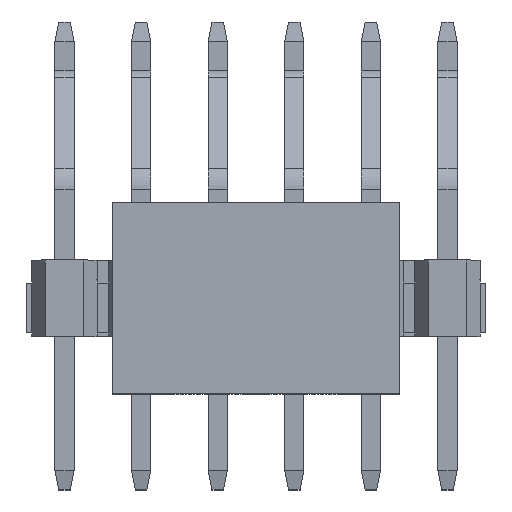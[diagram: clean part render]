
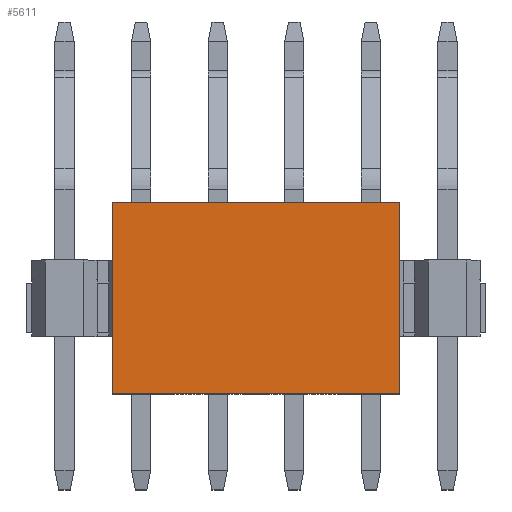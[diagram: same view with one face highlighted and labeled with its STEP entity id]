
A CAD part, top view. The second image highlights one B-rep face of the part: STEP entity #5611.
In plain terms, the highlighted planar face has unit normal (0, 0, 1).
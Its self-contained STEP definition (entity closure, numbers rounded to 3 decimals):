
#1572=ORIENTED_EDGE('',*,*,#2456,.T.);
#1573=ORIENTED_EDGE('',*,*,#2457,.F.);
#1574=ORIENTED_EDGE('',*,*,#2458,.F.);
#1575=ORIENTED_EDGE('',*,*,#2453,.T.);
#2453=EDGE_CURVE('',#2946,#2945,#3633,.T.);
#2456=EDGE_CURVE('',#2945,#2948,#3636,.T.);
#2457=EDGE_CURVE('',#2949,#2948,#3637,.T.);
#2458=EDGE_CURVE('',#2946,#2949,#3638,.T.);
#2945=VERTEX_POINT('',#9041);
#2946=VERTEX_POINT('',#9043);
#2948=VERTEX_POINT('',#9049);
#2949=VERTEX_POINT('',#9051);
#3633=LINE('',#9042,#4341);
#3636=LINE('',#9048,#4344);
#3637=LINE('',#9050,#4345);
#3638=LINE('',#9052,#4346);
#4341=VECTOR('',#7467,1000.);
#4344=VECTOR('',#7472,1000.);
#4345=VECTOR('',#7473,1000.);
#4346=VECTOR('',#7474,1000.);
#4691=EDGE_LOOP('',(#1572,#1573,#1574,#1575));
#5027=FACE_BOUND('',#4691,.T.);
#5303=PLANE('',#6038);
#5611=ADVANCED_FACE('',(#5027),#5303,.F.);
#6038=AXIS2_PLACEMENT_3D('',#9047,#7470,#7471);
#7467=DIRECTION('',(0.,1.,0.));
#7470=DIRECTION('',(0.,0.,-1.));
#7471=DIRECTION('',(-1.,0.,0.));
#7472=DIRECTION('',(-1.,0.,0.));
#7473=DIRECTION('',(0.,1.,0.));
#7474=DIRECTION('',(-1.,0.,0.));
#9041=CARTESIAN_POINT('',(3.75,2.5,1.5));
#9042=CARTESIAN_POINT('',(3.75,-2.5,1.5));
#9043=CARTESIAN_POINT('',(3.75,-2.5,1.5));
#9047=CARTESIAN_POINT('',(3.75,-2.5,1.5));
#9048=CARTESIAN_POINT('',(3.75,2.5,1.5));
#9049=CARTESIAN_POINT('',(-3.75,2.5,1.5));
#9050=CARTESIAN_POINT('',(-3.75,-2.5,1.5));
#9051=CARTESIAN_POINT('',(-3.75,-2.5,1.5));
#9052=CARTESIAN_POINT('',(3.75,-2.5,1.5));
